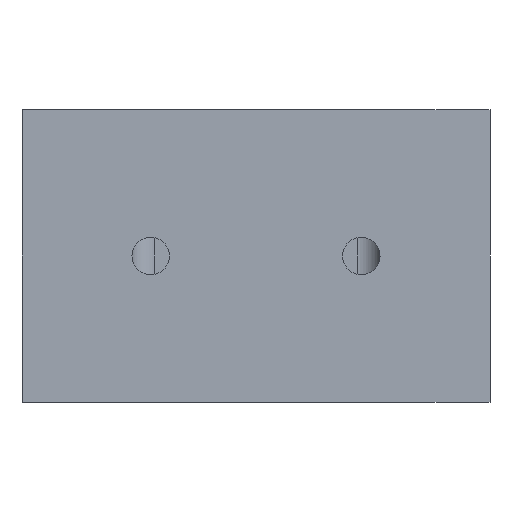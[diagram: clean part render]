
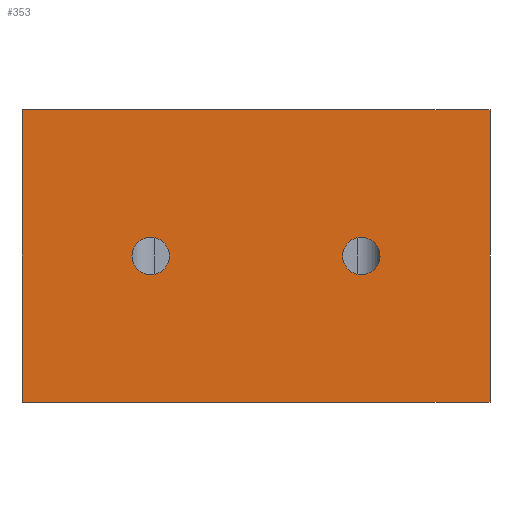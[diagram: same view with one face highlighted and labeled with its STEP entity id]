
A CAD part, front view. The second image highlights one B-rep face of the part: STEP entity #353.
In plain terms, the highlighted planar face has unit normal (0, -1, 0).
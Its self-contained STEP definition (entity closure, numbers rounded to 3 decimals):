
#40 = VERTEX_POINT ( 'NONE', #644 ) ;
#51 = CARTESIAN_POINT ( 'NONE',  ( 9., -20.65, 0. ) ) ;
#52 = DIRECTION ( 'NONE',  ( 0., -1., 0. ) ) ;
#54 = CARTESIAN_POINT ( 'NONE',  ( -9., -20.65, 0. ) ) ;
#118 = VERTEX_POINT ( 'NONE', #778 ) ;
#121 = DIRECTION ( 'NONE',  ( 1., 0., 0. ) ) ;
#133 = CIRCLE ( 'NONE', #896, 1.6 ) ;
#156 = CARTESIAN_POINT ( 'NONE',  ( -9., -20.65, -1.6 ) ) ;
#171 = DIRECTION ( 'NONE',  ( 0., -1., 0. ) ) ;
#175 = CARTESIAN_POINT ( 'NONE',  ( 20., -20.65, 12.5 ) ) ;
#179 = EDGE_CURVE ( 'NONE', #118, #1367, #580, .T. ) ;
#181 = ORIENTED_EDGE ( 'NONE', *, *, #756, .T. ) ;
#213 = CIRCLE ( 'NONE', #1126, 1.6 ) ;
#222 = CARTESIAN_POINT ( 'NONE',  ( -9., -20.65, 0. ) ) ;
#243 = AXIS2_PLACEMENT_3D ( 'NONE', #914, #52, #646 ) ;
#301 = EDGE_CURVE ( 'NONE', #40, #1367, #460, .T. ) ;
#324 = AXIS2_PLACEMENT_3D ( 'NONE', #679, #671, #932 ) ;
#326 = CARTESIAN_POINT ( 'NONE',  ( -20., -20.65, 12.5 ) ) ;
#331 = CARTESIAN_POINT ( 'NONE',  ( 9., -20.65, 1.6 ) ) ;
#353 = ADVANCED_FACE ( 'NONE', ( #595, #1588, #1221 ), #640, .T. ) ;
#384 = EDGE_CURVE ( 'NONE', #1551, #118, #545, .T. ) ;
#421 = ORIENTED_EDGE ( 'NONE', *, *, #384, .F. ) ;
#435 = DIRECTION ( 'NONE',  ( 1., 0., 0. ) ) ;
#439 = DIRECTION ( 'NONE',  ( 0., 0., -1. ) ) ;
#460 = LINE ( 'NONE', #960, #1458 ) ;
#515 = EDGE_CURVE ( 'NONE', #1265, #1606, #133, .T. ) ;
#521 = ORIENTED_EDGE ( 'NONE', *, *, #1380, .F. ) ;
#545 = LINE ( 'NONE', #1421, #653 ) ;
#560 = ORIENTED_EDGE ( 'NONE', *, *, #901, .F. ) ;
#580 = LINE ( 'NONE', #326, #600 ) ;
#595 = FACE_BOUND ( 'NONE', #1124, .T. ) ;
#600 = VECTOR ( 'NONE', #435, 1000. ) ;
#640 = PLANE ( 'NONE',  #243 ) ;
#644 = CARTESIAN_POINT ( 'NONE',  ( 20., -20.65, -12.5 ) ) ;
#646 = DIRECTION ( 'NONE',  ( 0., 0., -1. ) ) ;
#650 = ORIENTED_EDGE ( 'NONE', *, *, #1310, .F. ) ;
#653 = VECTOR ( 'NONE', #1025, 1000. ) ;
#671 = DIRECTION ( 'NONE',  ( 0., -1., 0. ) ) ;
#679 = CARTESIAN_POINT ( 'NONE',  ( 9., -20.65, 0. ) ) ;
#685 = AXIS2_PLACEMENT_3D ( 'NONE', #51, #1063, #938 ) ;
#709 = VECTOR ( 'NONE', #121, 1000. ) ;
#756 = EDGE_CURVE ( 'NONE', #1551, #40, #775, .T. ) ;
#775 = LINE ( 'NONE', #1027, #709 ) ;
#778 = CARTESIAN_POINT ( 'NONE',  ( -20., -20.65, 12.5 ) ) ;
#877 = CARTESIAN_POINT ( 'NONE',  ( -20., -20.65, -12.5 ) ) ;
#878 = VERTEX_POINT ( 'NONE', #1015 ) ;
#896 = AXIS2_PLACEMENT_3D ( 'NONE', #222, #1587, #1464 ) ;
#901 = EDGE_CURVE ( 'NONE', #1606, #1265, #213, .T. ) ;
#914 = CARTESIAN_POINT ( 'NONE',  ( -20., -20.65, -12.5 ) ) ;
#932 = DIRECTION ( 'NONE',  ( 0., 0., -1. ) ) ;
#938 = DIRECTION ( 'NONE',  ( 0., 0., -1. ) ) ;
#960 = CARTESIAN_POINT ( 'NONE',  ( 20., -20.65, -12.5 ) ) ;
#1015 = CARTESIAN_POINT ( 'NONE',  ( 9., -20.65, -1.6 ) ) ;
#1025 = DIRECTION ( 'NONE',  ( 0., 0., 1. ) ) ;
#1027 = CARTESIAN_POINT ( 'NONE',  ( -20., -20.65, -12.5 ) ) ;
#1055 = VERTEX_POINT ( 'NONE', #331 ) ;
#1063 = DIRECTION ( 'NONE',  ( 0., -1., 0. ) ) ;
#1092 = DIRECTION ( 'NONE',  ( 0., 0., 1. ) ) ;
#1105 = CIRCLE ( 'NONE', #685, 1.6 ) ;
#1124 = EDGE_LOOP ( 'NONE', ( #1133, #560 ) ) ;
#1126 = AXIS2_PLACEMENT_3D ( 'NONE', #54, #171, #439 ) ;
#1133 = ORIENTED_EDGE ( 'NONE', *, *, #515, .F. ) ;
#1221 = FACE_OUTER_BOUND ( 'NONE', #1514, .T. ) ;
#1224 = ORIENTED_EDGE ( 'NONE', *, *, #179, .F. ) ;
#1265 = VERTEX_POINT ( 'NONE', #156 ) ;
#1270 = ORIENTED_EDGE ( 'NONE', *, *, #301, .T. ) ;
#1310 = EDGE_CURVE ( 'NONE', #1055, #878, #1409, .T. ) ;
#1367 = VERTEX_POINT ( 'NONE', #175 ) ;
#1380 = EDGE_CURVE ( 'NONE', #878, #1055, #1105, .T. ) ;
#1402 = EDGE_LOOP ( 'NONE', ( #521, #650 ) ) ;
#1409 = CIRCLE ( 'NONE', #324, 1.6 ) ;
#1421 = CARTESIAN_POINT ( 'NONE',  ( -20., -20.65, -12.5 ) ) ;
#1458 = VECTOR ( 'NONE', #1092, 1000. ) ;
#1464 = DIRECTION ( 'NONE',  ( 0., 0., -1. ) ) ;
#1492 = CARTESIAN_POINT ( 'NONE',  ( -9., -20.65, 1.6 ) ) ;
#1514 = EDGE_LOOP ( 'NONE', ( #1270, #1224, #421, #181 ) ) ;
#1551 = VERTEX_POINT ( 'NONE', #877 ) ;
#1587 = DIRECTION ( 'NONE',  ( 0., -1., 0. ) ) ;
#1588 = FACE_BOUND ( 'NONE', #1402, .T. ) ;
#1606 = VERTEX_POINT ( 'NONE', #1492 ) ;
